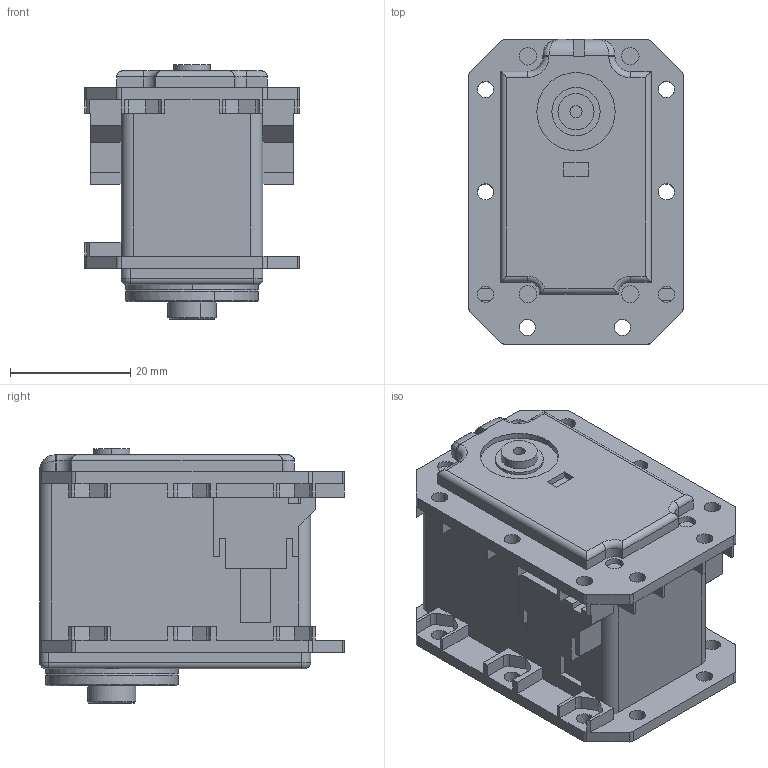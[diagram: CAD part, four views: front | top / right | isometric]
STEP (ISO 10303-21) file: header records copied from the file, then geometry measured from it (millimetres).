
FILE_DESCRIPTION(('CATIA V5 STEP Exchange'),'2;1');
FILE_NAME('PAN.stp','2023-06-06T10:34:20+00:00',('none'),('none'),'CATIA Version 5 Release 20 GA (IN-10)','CATIA V5 STEP AP203','none');
FILE_SCHEMA(('CONFIG_CONTROL_DESIGN'));
Length unit declared in the file: millimetre
Products named in the file (1): PAN
Assembly tree (3 placements, depth 2):
  PAN
    #58
    #312
    #15486
Bounding box: 35.6 x 50.6 x 42.2 mm (x, y, z)
Volume: 42234.4 mm3; surface area: 13438.3 mm2
Topology: 3 solids, 3 shells, 627 faces, 1713 edges, 1101 vertices
Faces by surface type: plane 346, cylinder 233, cone 36, revolution 4, bspline 4, torus 4
Entity records: 20894 total; most frequent: CARTESIAN_POINT 5456, ORIENTED_EDGE 3410, DIRECTION 2695, EDGE_CURVE 1705, VECTOR 1110, LINE 1110, VERTEX_POINT 1101, AXIS2_PLACEMENT_3D 956
